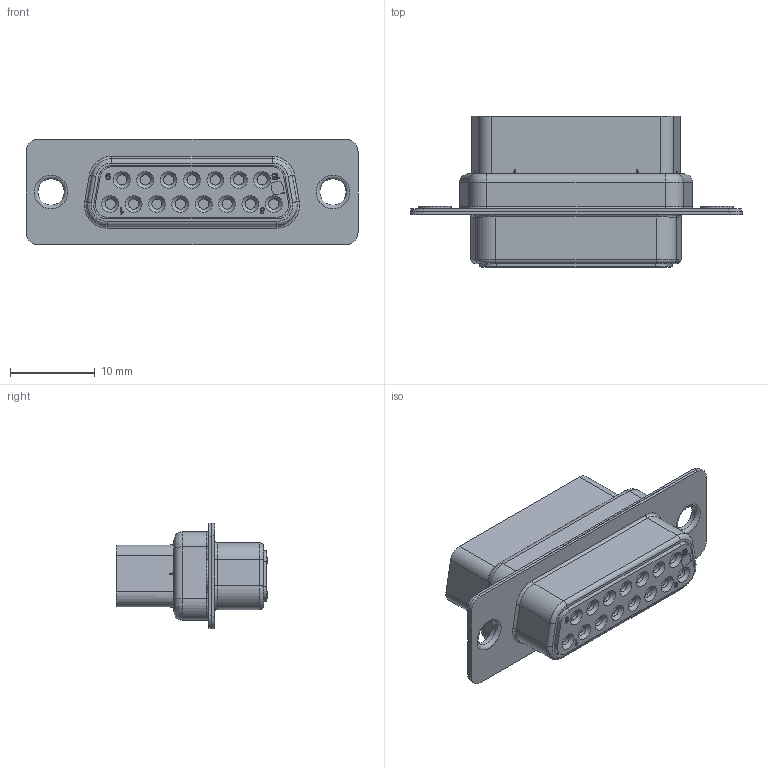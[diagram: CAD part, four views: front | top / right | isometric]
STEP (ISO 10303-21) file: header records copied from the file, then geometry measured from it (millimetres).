
FILE_DESCRIPTION(/* description */ (''),/* implementation_level */ '2;1');
FILE_NAME(/* name */ '100183390ugm000_b.stp',/* time_stamp */ '2016-02-14T08:29:44+01:00',/* author */ (''),/* organization */ (''),/* preprocessor_version */ 'ST-DEVELOPER v16',/* originating_system */ 'SIEMENS PLM Software NX 10.0',/* authorisation */ '');
FILE_SCHEMA (('AUTOMOTIVE_DESIGN { 1 0 10303 214 3 1 1 1 }'));
Length unit declared in the file: millimetre
Products named in the file (1): 100183390ugm000_b
Bounding box: 39.24 x 17.88 x 12.5 mm (x, y, z)
Volume: 3495 mm3; surface area: 3946.6 mm2
Topology: 1 solids, 2 shells, 425 faces, 1090 edges, 702 vertices
Faces by surface type: plane 167, cylinder 123, bspline 94, cone 41
Full cylindrical faces by diameter (mm): 1.1 x2, 1.2 x15, 3.1 x2, 3.8 x2, 4 x2
Entity records: 15205 total; most frequent: CARTESIAN_POINT 4773, ORIENTED_EDGE 2000, DIRECTION 1779, EDGE_CURVE 1000, VERTEX_POINT 681, AXIS2_PLACEMENT_3D 636, EDGE_LOOP 539, LINE 507
